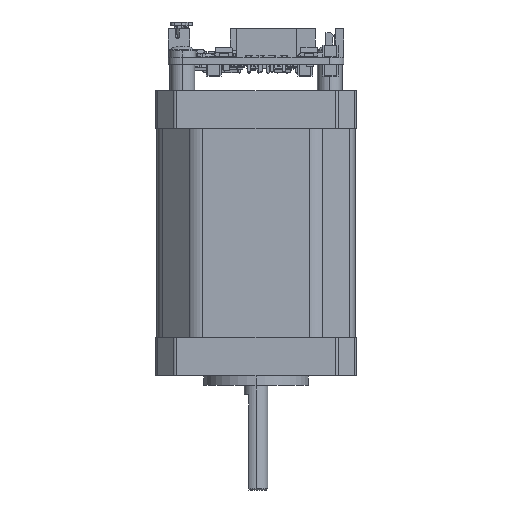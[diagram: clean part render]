
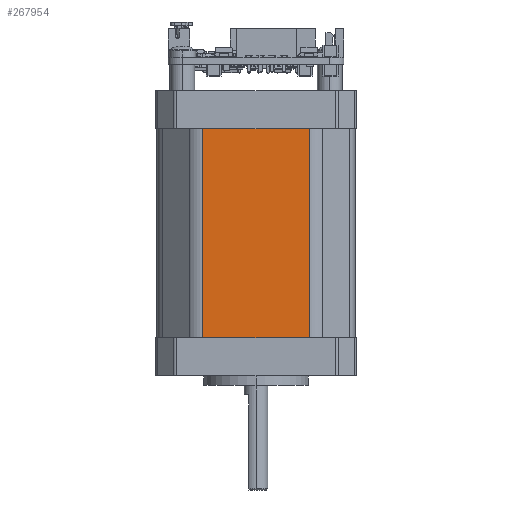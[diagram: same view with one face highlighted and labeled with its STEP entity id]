
A CAD part, left-side view. The second image highlights one B-rep face of the part: STEP entity #267954.
In plain terms, the highlighted planar face has unit normal (-1, 0, 0).
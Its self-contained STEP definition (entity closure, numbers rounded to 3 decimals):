
#3539 = EDGE_CURVE ( 'NONE', #19428, #250611, #157938, .T. ) ;
#6011 = ORIENTED_EDGE ( 'NONE', *, *, #227504, .F. ) ;
#19428 = VERTEX_POINT ( 'NONE', #109971 ) ;
#22572 = CARTESIAN_POINT ( 'NONE',  ( -21., -12.9, -44. ) ) ;
#25310 = LINE ( 'NONE', #90614, #84357 ) ;
#36818 = LINE ( 'NONE', #54744, #162818 ) ;
#54744 = CARTESIAN_POINT ( 'NONE',  ( -21., 0., 0. ) ) ;
#55542 = CARTESIAN_POINT ( 'NONE',  ( -21., -12.9, -16. ) ) ;
#67406 = EDGE_CURVE ( 'NONE', #19428, #96090, #104868, .T. ) ;
#80891 = DIRECTION ( 'NONE',  ( 0., -1., 0. ) ) ;
#84357 = VECTOR ( 'NONE', #291979, 1000. ) ;
#85205 = CARTESIAN_POINT ( 'NONE',  ( -21., 11.243, 0. ) ) ;
#87000 = FACE_OUTER_BOUND ( 'NONE', #233193, .T. ) ;
#90614 = CARTESIAN_POINT ( 'NONE',  ( -21., -11.243, -16. ) ) ;
#95859 = VERTEX_POINT ( 'NONE', #128175 ) ;
#96090 = VERTEX_POINT ( 'NONE', #85205 ) ;
#98321 = CARTESIAN_POINT ( 'NONE',  ( -21., -11.243, -44. ) ) ;
#98791 = AXIS2_PLACEMENT_3D ( 'NONE', #55542, #231656, #80891 ) ;
#101175 = ORIENTED_EDGE ( 'NONE', *, *, #3539, .T. ) ;
#104868 = LINE ( 'NONE', #105708, #297828 ) ;
#105708 = CARTESIAN_POINT ( 'NONE',  ( -21., 11.243, -16. ) ) ;
#109971 = CARTESIAN_POINT ( 'NONE',  ( -21., 11.243, -44. ) ) ;
#128175 = CARTESIAN_POINT ( 'NONE',  ( -21., -11.243, 0. ) ) ;
#130976 = DIRECTION ( 'NONE',  ( 0., 0., 1. ) ) ;
#157938 = LINE ( 'NONE', #22572, #291800 ) ;
#162818 = VECTOR ( 'NONE', #230861, 1000. ) ;
#173536 = ORIENTED_EDGE ( 'NONE', *, *, #67406, .F. ) ;
#192230 = EDGE_CURVE ( 'NONE', #95859, #250611, #25310, .T. ) ;
#198551 = DIRECTION ( 'NONE',  ( 0., -1., 0. ) ) ;
#227504 = EDGE_CURVE ( 'NONE', #96090, #95859, #36818, .T. ) ;
#230861 = DIRECTION ( 'NONE',  ( 0., -1., 0. ) ) ;
#231656 = DIRECTION ( 'NONE',  ( -1., 0., 0. ) ) ;
#233193 = EDGE_LOOP ( 'NONE', ( #173536, #101175, #252697, #6011 ) ) ;
#250611 = VERTEX_POINT ( 'NONE', #98321 ) ;
#252697 = ORIENTED_EDGE ( 'NONE', *, *, #192230, .F. ) ;
#267954 = ADVANCED_FACE ( 'NONE', ( #87000 ), #279023, .T. ) ;
#279023 = PLANE ( 'NONE',  #98791 ) ;
#291800 = VECTOR ( 'NONE', #198551, 1000. ) ;
#291979 = DIRECTION ( 'NONE',  ( 0., 0., -1. ) ) ;
#297828 = VECTOR ( 'NONE', #130976, 1000. ) ;
